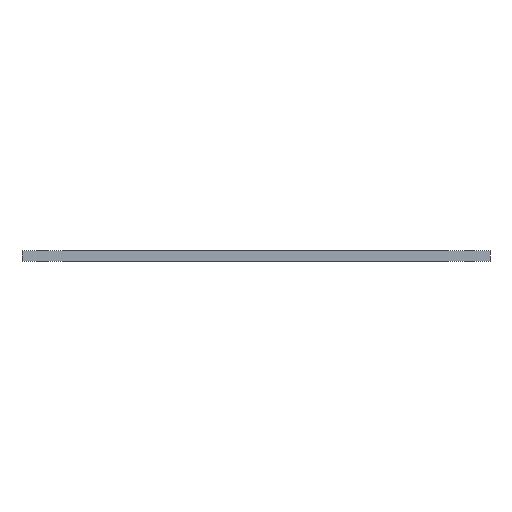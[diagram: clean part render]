
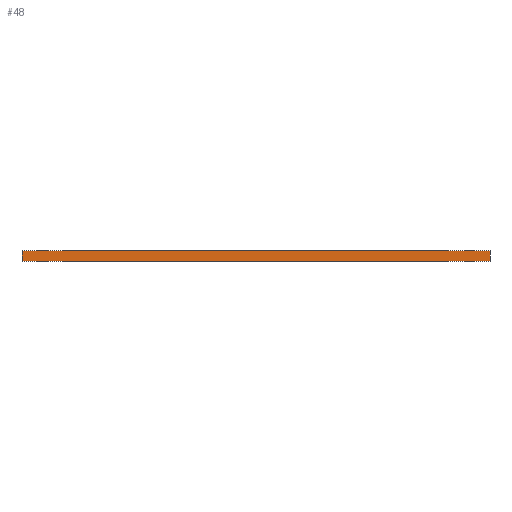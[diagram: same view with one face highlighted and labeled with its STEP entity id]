
A CAD part, front view. The second image highlights one B-rep face of the part: STEP entity #48.
In plain terms, the highlighted planar face has unit normal (0, -1, 0).
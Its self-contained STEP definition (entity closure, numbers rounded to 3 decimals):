
#48=ADVANCED_FACE('',(#2442),#2444,.T.);
#2442=FACE_BOUND('',#2443,.T.);
#2443=EDGE_LOOP('',(#4324,#4325,#4326,#4327));
#2444=PLANE('',#2445);
#2445=AXIS2_PLACEMENT_3D('',#2446,#2447,#2448);
#2446=CARTESIAN_POINT('',(-30.,-55.,7.));
#2447=DIRECTION('',(0.,-1.,0.));
#2448=DIRECTION('',(0.,0.,-1.));
#4324=ORIENTED_EDGE('',*,*,#5918,.T.);
#4325=ORIENTED_EDGE('',*,*,#5919,.T.);
#4326=ORIENTED_EDGE('',*,*,#5920,.T.);
#4327=ORIENTED_EDGE('',*,*,#5921,.T.);
#5918=EDGE_CURVE('',#6715,#6716,#6717,.T.);
#5919=EDGE_CURVE('',#6716,#6718,#6719,.T.);
#5920=EDGE_CURVE('',#6720,#6721,#6722,.T.);
#5921=EDGE_CURVE('',#6723,#6724,#6725,.T.);
#6715=VERTEX_POINT('',#8186);
#6716=VERTEX_POINT('',#8187);
#6717=LINE('',#8188,#8189);
#6718=VERTEX_POINT('',#8191);
#6719=LINE('',#8192,#8193);
#6720=VERTEX_POINT('',#8195);
#6721=VERTEX_POINT('',#8196);
#6722=LINE('',#8197,#8198);
#6723=VERTEX_POINT('',#8200);
#6724=VERTEX_POINT('',#8201);
#6725=LINE('',#8202,#8203);
#8186=CARTESIAN_POINT('',(-30.,-55.,7.));
#8187=CARTESIAN_POINT('',(-30.,-55.,5.));
#8188=CARTESIAN_POINT('',(-30.,-55.,7.));
#8189=VECTOR('',#8190,1.);
#8190=DIRECTION('',(0.,0.,-1.));
#8191=CARTESIAN_POINT('',(61.,-55.,5.));
#8192=CARTESIAN_POINT('',(-30.,-55.,5.));
#8193=VECTOR('',#8194,1.);
#8194=DIRECTION('',(1.,0.,0.));
#8195=CARTESIAN_POINT('',(61.,-55.,5.));
#8196=CARTESIAN_POINT('',(61.,-55.,7.));
#8197=CARTESIAN_POINT('',(61.,-55.,5.));
#8198=VECTOR('',#8199,1.);
#8199=DIRECTION('',(0.,0.,1.));
#8200=CARTESIAN_POINT('',(61.,-55.,7.));
#8201=CARTESIAN_POINT('',(-30.,-55.,7.));
#8202=CARTESIAN_POINT('',(61.,-55.,7.));
#8203=VECTOR('',#8204,1.);
#8204=DIRECTION('',(-1.,0.,0.));
